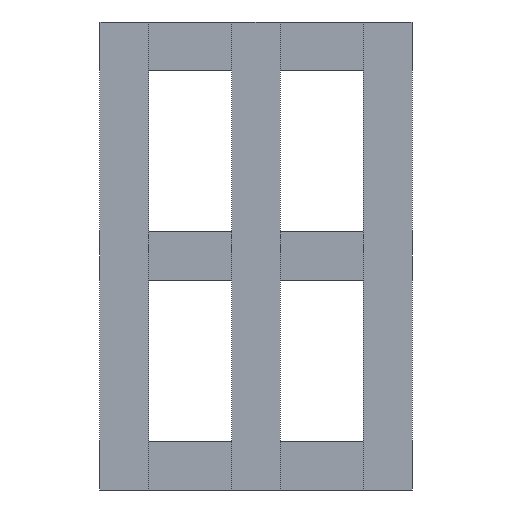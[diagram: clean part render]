
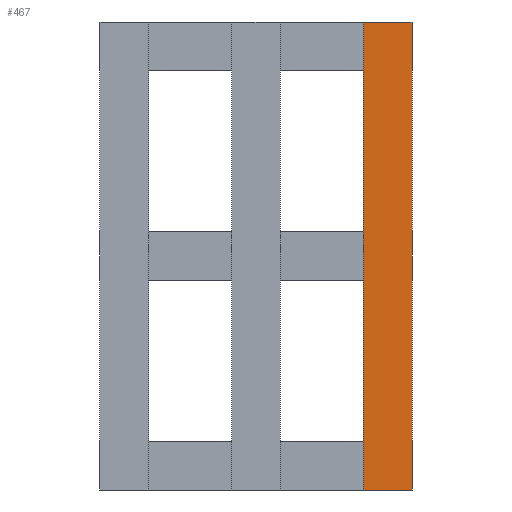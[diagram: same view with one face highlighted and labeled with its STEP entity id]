
A CAD part, front view. The second image highlights one B-rep face of the part: STEP entity #467.
In plain terms, the highlighted free-form (B-spline) face has degree [1, 1] with [2, 2] control points.
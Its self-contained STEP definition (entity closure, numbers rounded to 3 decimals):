
#438 = VERTEX_POINT('',#439);
#439 = CARTESIAN_POINT('',(-175.11,-117.588,
    -680.305));
#444 = EDGE_CURVE('',#445,#438,#447,.T.);
#445 = VERTEX_POINT('',#446);
#446 = CARTESIAN_POINT('',(-175.11,-117.588,
    704.238));
#447 = B_SPLINE_CURVE_WITH_KNOTS('',1,(#448,#449),.UNSPECIFIED.,.F.,.F.,
  (2,2),(-0.,1200.),.PIECEWISE_BEZIER_KNOTS.);
#448 = CARTESIAN_POINT('',(-175.11,-117.588,
    704.238));
#449 = CARTESIAN_POINT('',(-175.11,-117.588,
    -680.305));
#467 = ADVANCED_FACE('',(#468),#490,.F.);
#468 = FACE_BOUND('',#469,.T.);
#469 = EDGE_LOOP('',(#470,#477,#484,#489));
#470 = ORIENTED_EDGE('',*,*,#471,.T.);
#471 = EDGE_CURVE('',#438,#472,#474,.T.);
#472 = VERTEX_POINT('',#473);
#473 = CARTESIAN_POINT('',(-30.887,-117.588,
    -680.305));
#474 = B_SPLINE_CURVE_WITH_KNOTS('',1,(#475,#476),.UNSPECIFIED.,.F.,.F.,
  (2,2),(-125.,0.),.PIECEWISE_BEZIER_KNOTS.);
#475 = CARTESIAN_POINT('',(-175.11,-117.588,
    -680.305));
#476 = CARTESIAN_POINT('',(-30.887,-117.588,
    -680.305));
#477 = ORIENTED_EDGE('',*,*,#478,.F.);
#478 = EDGE_CURVE('',#479,#472,#481,.T.);
#479 = VERTEX_POINT('',#480);
#480 = CARTESIAN_POINT('',(-30.887,-117.588,
    704.238));
#481 = B_SPLINE_CURVE_WITH_KNOTS('',1,(#482,#483),.UNSPECIFIED.,.F.,.F.,
  (2,2),(-0.,1200.),.PIECEWISE_BEZIER_KNOTS.);
#482 = CARTESIAN_POINT('',(-30.887,-117.588,
    704.238));
#483 = CARTESIAN_POINT('',(-30.887,-117.588,
    -680.305));
#484 = ORIENTED_EDGE('',*,*,#485,.F.);
#485 = EDGE_CURVE('',#445,#479,#486,.T.);
#486 = B_SPLINE_CURVE_WITH_KNOTS('',1,(#487,#488),.UNSPECIFIED.,.F.,.F.,
  (2,2),(-125.,0.),.PIECEWISE_BEZIER_KNOTS.);
#487 = CARTESIAN_POINT('',(-175.11,-117.588,
    704.238));
#488 = CARTESIAN_POINT('',(-30.887,-117.588,
    704.238));
#489 = ORIENTED_EDGE('',*,*,#444,.T.);
#490 = B_SPLINE_SURFACE_WITH_KNOTS('',1,1,(
    (#491,#492)
    ,(#493,#494
    )),.UNSPECIFIED.,.F.,.F.,.F.,(2,2),(2,2),(-0.,125.),(-1200.,0.),
  .PIECEWISE_BEZIER_KNOTS.);
#491 = CARTESIAN_POINT('',(-30.887,-117.588,
    -680.305));
#492 = CARTESIAN_POINT('',(-30.887,-117.588,
    704.238));
#493 = CARTESIAN_POINT('',(-175.11,-117.588,
    -680.305));
#494 = CARTESIAN_POINT('',(-175.11,-117.588,
    704.238));
